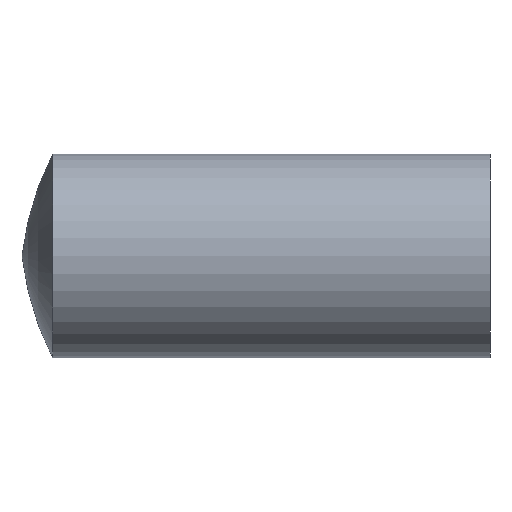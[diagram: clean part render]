
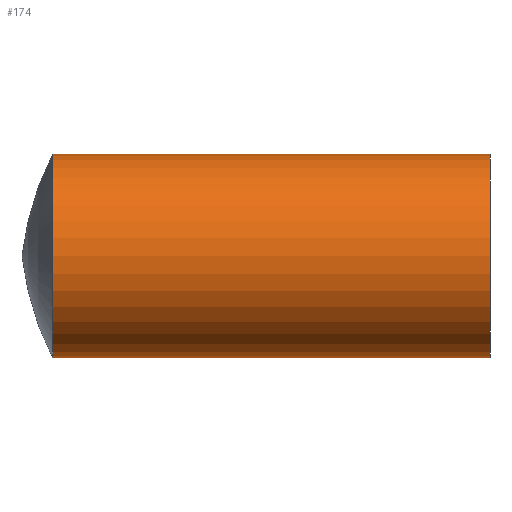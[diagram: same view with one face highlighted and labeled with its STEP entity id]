
A CAD part, left-side view. The second image highlights one B-rep face of the part: STEP entity #174.
In plain terms, the highlighted cylindrical face has radius 10 mm (diameter 20 mm), a partial arc.
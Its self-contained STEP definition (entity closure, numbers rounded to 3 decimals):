
#4 = CIRCLE ( 'NONE', #175, 10. ) ;
#18 = EDGE_CURVE ( 'NONE', #298, #60, #4, .T. ) ;
#20 = CARTESIAN_POINT ( 'NONE',  ( 0., 0., -10. ) ) ;
#32 = DIRECTION ( 'NONE',  ( 0., -1., 0. ) ) ;
#33 = CARTESIAN_POINT ( 'NONE',  ( 0., 42.893, 0. ) ) ;
#50 = AXIS2_PLACEMENT_3D ( 'NONE', #90, #183, #277 ) ;
#56 = VECTOR ( 'NONE', #32, 1000. ) ;
#60 = VERTEX_POINT ( 'NONE', #81 ) ;
#70 = DIRECTION ( 'NONE',  ( 0., -1., 0. ) ) ;
#74 = EDGE_CURVE ( 'NONE', #60, #278, #152, .T. ) ;
#81 = CARTESIAN_POINT ( 'NONE',  ( 0., 42.893, -10. ) ) ;
#88 = DIRECTION ( 'NONE',  ( 0., 0., -1. ) ) ;
#89 = VERTEX_POINT ( 'NONE', #106 ) ;
#90 = CARTESIAN_POINT ( 'NONE',  ( 0., 0., 0. ) ) ;
#91 = EDGE_LOOP ( 'NONE', ( #139, #112, #251, #98 ) ) ;
#97 = AXIS2_PLACEMENT_3D ( 'NONE', #281, #70, #166 ) ;
#98 = ORIENTED_EDGE ( 'NONE', *, *, #291, .F. ) ;
#105 = CIRCLE ( 'NONE', #97, 10. ) ;
#106 = CARTESIAN_POINT ( 'NONE',  ( 0., 0., 10. ) ) ;
#112 = ORIENTED_EDGE ( 'NONE', *, *, #18, .T. ) ;
#114 = LINE ( 'NONE', #186, #274 ) ;
#139 = ORIENTED_EDGE ( 'NONE', *, *, #214, .F. ) ;
#152 = LINE ( 'NONE', #246, #56 ) ;
#166 = DIRECTION ( 'NONE',  ( 0., 0., -1. ) ) ;
#174 = ADVANCED_FACE ( 'NONE', ( #203 ), #299, .T. ) ;
#175 = AXIS2_PLACEMENT_3D ( 'NONE', #33, #247, #88 ) ;
#183 = DIRECTION ( 'NONE',  ( 0., -1., 0. ) ) ;
#186 = CARTESIAN_POINT ( 'NONE',  ( 0., 0., 10. ) ) ;
#203 = FACE_OUTER_BOUND ( 'NONE', #91, .T. ) ;
#214 = EDGE_CURVE ( 'NONE', #298, #89, #114, .T. ) ;
#246 = CARTESIAN_POINT ( 'NONE',  ( 0., 0., -10. ) ) ;
#247 = DIRECTION ( 'NONE',  ( 0., -1., 0. ) ) ;
#251 = ORIENTED_EDGE ( 'NONE', *, *, #74, .T. ) ;
#260 = CARTESIAN_POINT ( 'NONE',  ( 0., 42.893, 10. ) ) ;
#274 = VECTOR ( 'NONE', #279, 1000. ) ;
#277 = DIRECTION ( 'NONE',  ( 0., 0., -1. ) ) ;
#278 = VERTEX_POINT ( 'NONE', #20 ) ;
#279 = DIRECTION ( 'NONE',  ( 0., -1., 0. ) ) ;
#281 = CARTESIAN_POINT ( 'NONE',  ( 0., 0., 0. ) ) ;
#291 = EDGE_CURVE ( 'NONE', #89, #278, #105, .T. ) ;
#298 = VERTEX_POINT ( 'NONE', #260 ) ;
#299 = CYLINDRICAL_SURFACE ( 'NONE', #50, 10. ) ;
